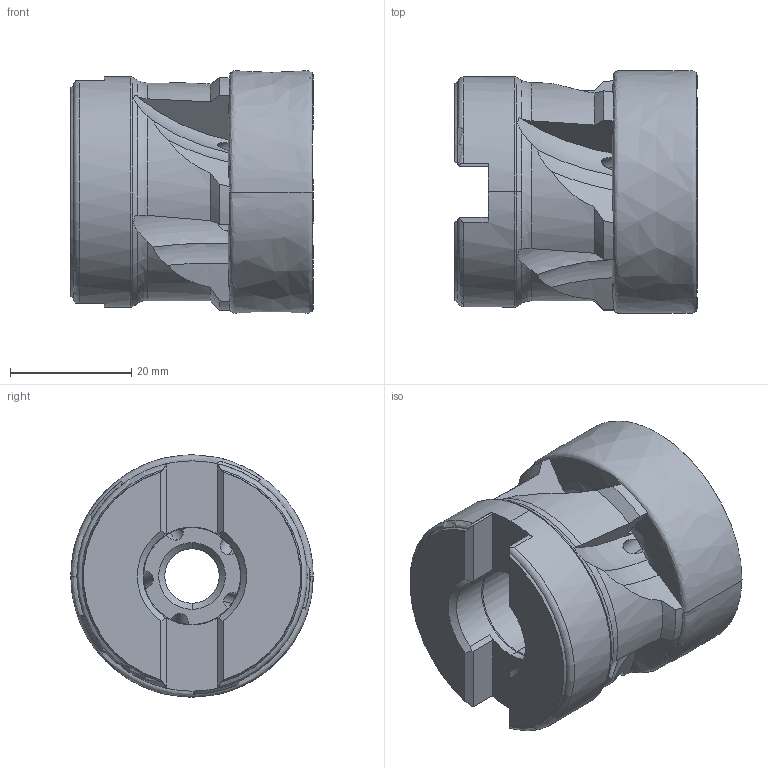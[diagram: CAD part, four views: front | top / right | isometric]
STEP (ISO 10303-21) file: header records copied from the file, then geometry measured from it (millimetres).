
FILE_DESCRIPTION (( 'STEP AP214' ), '1' );
FILE_NAME ('90PP-040-77-16-5.STEP', '2012-11-06T14:53:27', ( '' ), ( '' ), 'SwSTEP 2.0', 'SolidWorks 2012', '' );
FILE_SCHEMA (( 'AUTOMOTIVE_DESIGN' ));
Length unit declared in the file: millimetre
Products named in the file (1): 90PP-040-77-16-5
Bounding box: 40.09 x 40 x 40 mm (x, y, z)
Volume: 33666.9 mm3; surface area: 10561.7 mm2
Topology: 1 solids, 1 shells, 175 faces, 530 edges, 347 vertices
Faces by surface type: plane 63, cylinder 57, cone 29, torus 21, bspline 5
Entity records: 7955 total; most frequent: CARTESIAN_POINT 3477, ORIENTED_EDGE 1060, DIRECTION 781, EDGE_CURVE 530, VERTEX_POINT 347, AXIS2_PLACEMENT_3D 320, B_SPLINE_CURVE_WITH_KNOTS 197, EDGE_LOOP 187
